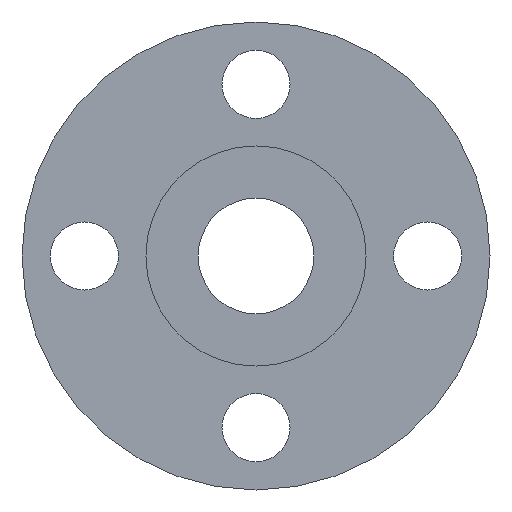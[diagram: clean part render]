
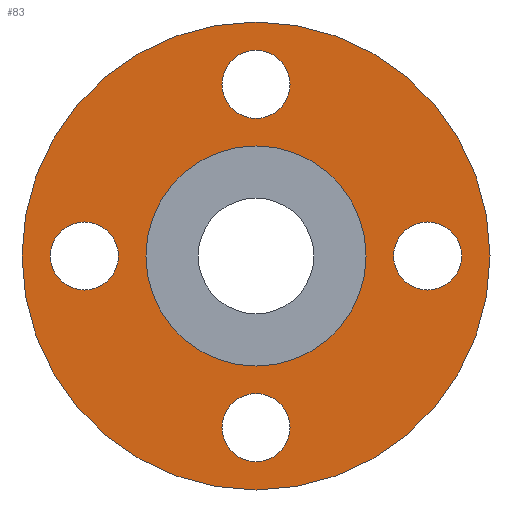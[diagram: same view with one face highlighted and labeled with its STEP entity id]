
A CAD part, front view. The second image highlights one B-rep face of the part: STEP entity #83.
In plain terms, the highlighted planar face has unit normal (0, -1, 0).
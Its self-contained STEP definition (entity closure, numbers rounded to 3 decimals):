
#18 = AXIS2_PLACEMENT_3D ( 'NONE', #821, #563, #278 ) ;
#28 = VERTEX_POINT ( 'NONE', #172 ) ;
#35 = CARTESIAN_POINT ( 'NONE',  ( 0., 1.6, -39.6 ) ) ;
#36 = EDGE_LOOP ( 'NONE', ( #215, #71 ) ) ;
#43 = DIRECTION ( 'NONE',  ( 0., 0., 1. ) ) ;
#60 = EDGE_CURVE ( 'NONE', #750, #873, #208, .T. ) ;
#61 = DIRECTION ( 'NONE',  ( 0., 0., -1. ) ) ;
#66 = CARTESIAN_POINT ( 'NONE',  ( 0., 1.6, 25.4 ) ) ;
#69 = EDGE_CURVE ( 'NONE', #643, #184, #461, .T. ) ;
#71 = ORIENTED_EDGE ( 'NONE', *, *, #653, .F. ) ;
#83 = ADVANCED_FACE ( 'NONE', ( #697, #496, #901, #344, #213, #564 ), #500, .T. ) ;
#85 = ORIENTED_EDGE ( 'NONE', *, *, #176, .F. ) ;
#99 = CARTESIAN_POINT ( 'NONE',  ( -39.6, 1.6, 0. ) ) ;
#106 = DIRECTION ( 'NONE',  ( 0., 0., 1. ) ) ;
#117 = DIRECTION ( 'NONE',  ( 0., 1., 0. ) ) ;
#122 = AXIS2_PLACEMENT_3D ( 'NONE', #681, #687, #106 ) ;
#124 = DIRECTION ( 'NONE',  ( 0., 1., 0. ) ) ;
#125 = AXIS2_PLACEMENT_3D ( 'NONE', #545, #124, #472 ) ;
#126 = CARTESIAN_POINT ( 'NONE',  ( 31.75, 1.6, 0. ) ) ;
#136 = DIRECTION ( 'NONE',  ( 0., -1., 0. ) ) ;
#139 = AXIS2_PLACEMENT_3D ( 'NONE', #550, #117, #399 ) ;
#140 = DIRECTION ( 'NONE',  ( 0., 0., -1. ) ) ;
#166 = ORIENTED_EDGE ( 'NONE', *, *, #813, .F. ) ;
#170 = CARTESIAN_POINT ( 'NONE',  ( 0., 1.6, -25.4 ) ) ;
#172 = CARTESIAN_POINT ( 'NONE',  ( 0., 1.6, -47.45 ) ) ;
#176 = EDGE_CURVE ( 'NONE', #490, #180, #555, .T. ) ;
#178 = DIRECTION ( 'NONE',  ( 0., -1., 0. ) ) ;
#179 = AXIS2_PLACEMENT_3D ( 'NONE', #875, #250, #533 ) ;
#180 = VERTEX_POINT ( 'NONE', #632 ) ;
#184 = VERTEX_POINT ( 'NONE', #282 ) ;
#196 = AXIS2_PLACEMENT_3D ( 'NONE', #99, #587, #644 ) ;
#200 = VERTEX_POINT ( 'NONE', #211 ) ;
#201 = ORIENTED_EDGE ( 'NONE', *, *, #620, .F. ) ;
#208 = CIRCLE ( 'NONE', #122, 25.4 ) ;
#210 = AXIS2_PLACEMENT_3D ( 'NONE', #491, #136, #695 ) ;
#211 = CARTESIAN_POINT ( 'NONE',  ( -47.45, 1.6, 0. ) ) ;
#213 = FACE_BOUND ( 'NONE', #316, .T. ) ;
#214 = ORIENTED_EDGE ( 'NONE', *, *, #60, .T. ) ;
#215 = ORIENTED_EDGE ( 'NONE', *, *, #775, .F. ) ;
#225 = EDGE_LOOP ( 'NONE', ( #673, #614 ) ) ;
#243 = ORIENTED_EDGE ( 'NONE', *, *, #69, .F. ) ;
#250 = DIRECTION ( 'NONE',  ( 0., -1., 0. ) ) ;
#255 = AXIS2_PLACEMENT_3D ( 'NONE', #532, #619, #669 ) ;
#264 = CARTESIAN_POINT ( 'NONE',  ( -31.75, 1.6, 0. ) ) ;
#278 = DIRECTION ( 'NONE',  ( 0., 0., 1. ) ) ;
#282 = CARTESIAN_POINT ( 'NONE',  ( 0., 1.6, 47.45 ) ) ;
#286 = AXIS2_PLACEMENT_3D ( 'NONE', #35, #675, #406 ) ;
#297 = CARTESIAN_POINT ( 'NONE',  ( 0., 1.6, 54. ) ) ;
#316 = EDGE_LOOP ( 'NONE', ( #214, #847 ) ) ;
#317 = CIRCLE ( 'NONE', #210, 7.85 ) ;
#319 = EDGE_CURVE ( 'NONE', #773, #200, #769, .T. ) ;
#325 = EDGE_LOOP ( 'NONE', ( #243, #341 ) ) ;
#341 = ORIENTED_EDGE ( 'NONE', *, *, #578, .F. ) ;
#343 = CARTESIAN_POINT ( 'NONE',  ( 0., 1.6, 39.6 ) ) ;
#344 = FACE_BOUND ( 'NONE', #225, .T. ) ;
#354 = EDGE_LOOP ( 'NONE', ( #546, #166 ) ) ;
#386 = CIRCLE ( 'NONE', #286, 7.85 ) ;
#399 = DIRECTION ( 'NONE',  ( 0., 0., 1. ) ) ;
#406 = DIRECTION ( 'NONE',  ( 0., 0., -1. ) ) ;
#418 = DIRECTION ( 'NONE',  ( 1., 0., 0. ) ) ;
#461 = CIRCLE ( 'NONE', #255, 7.85 ) ;
#469 = CARTESIAN_POINT ( 'NONE',  ( 0., 1.6, 31.75 ) ) ;
#472 = DIRECTION ( 'NONE',  ( 0., 0., 1. ) ) ;
#490 = VERTEX_POINT ( 'NONE', #126 ) ;
#491 = CARTESIAN_POINT ( 'NONE',  ( -39.6, 1.6, 0. ) ) ;
#496 = FACE_BOUND ( 'NONE', #325, .T. ) ;
#500 = PLANE ( 'NONE',  #696 ) ;
#503 = VERTEX_POINT ( 'NONE', #728 ) ;
#509 = CIRCLE ( 'NONE', #843, 7.85 ) ;
#531 = VERTEX_POINT ( 'NONE', #297 ) ;
#532 = CARTESIAN_POINT ( 'NONE',  ( 0., 1.6, 39.6 ) ) ;
#533 = DIRECTION ( 'NONE',  ( 1., 0., 0. ) ) ;
#545 = CARTESIAN_POINT ( 'NONE',  ( 0., 1.6, 0. ) ) ;
#546 = ORIENTED_EDGE ( 'NONE', *, *, #319, .F. ) ;
#550 = CARTESIAN_POINT ( 'NONE',  ( 0., 1.6, 0. ) ) ;
#555 = CIRCLE ( 'NONE', #662, 7.85 ) ;
#560 = EDGE_CURVE ( 'NONE', #770, #28, #386, .T. ) ;
#563 = DIRECTION ( 'NONE',  ( 0., 1., 0. ) ) ;
#564 = FACE_OUTER_BOUND ( 'NONE', #36, .T. ) ;
#571 = CIRCLE ( 'NONE', #125, 25.4 ) ;
#578 = EDGE_CURVE ( 'NONE', #184, #643, #509, .T. ) ;
#587 = DIRECTION ( 'NONE',  ( 0., -1., 0. ) ) ;
#614 = ORIENTED_EDGE ( 'NONE', *, *, #733, .F. ) ;
#615 = AXIS2_PLACEMENT_3D ( 'NONE', #897, #623, #61 ) ;
#619 = DIRECTION ( 'NONE',  ( 0., -1., 0. ) ) ;
#620 = EDGE_CURVE ( 'NONE', #180, #490, #652, .T. ) ;
#622 = CARTESIAN_POINT ( 'NONE',  ( 0., 1.6, -31.75 ) ) ;
#623 = DIRECTION ( 'NONE',  ( 0., -1., 0. ) ) ;
#632 = CARTESIAN_POINT ( 'NONE',  ( 47.45, 1.6, 0. ) ) ;
#643 = VERTEX_POINT ( 'NONE', #469 ) ;
#644 = DIRECTION ( 'NONE',  ( -1., 0., 0. ) ) ;
#652 = CIRCLE ( 'NONE', #179, 7.85 ) ;
#653 = EDGE_CURVE ( 'NONE', #503, #531, #792, .T. ) ;
#662 = AXIS2_PLACEMENT_3D ( 'NONE', #706, #909, #418 ) ;
#665 = CIRCLE ( 'NONE', #615, 7.85 ) ;
#669 = DIRECTION ( 'NONE',  ( 0., 0., 1. ) ) ;
#673 = ORIENTED_EDGE ( 'NONE', *, *, #560, .F. ) ;
#675 = DIRECTION ( 'NONE',  ( 0., -1., 0. ) ) ;
#681 = CARTESIAN_POINT ( 'NONE',  ( 0., 1.6, 0. ) ) ;
#686 = EDGE_CURVE ( 'NONE', #873, #750, #571, .T. ) ;
#687 = DIRECTION ( 'NONE',  ( 0., 1., 0. ) ) ;
#695 = DIRECTION ( 'NONE',  ( -1., 0., 0. ) ) ;
#696 = AXIS2_PLACEMENT_3D ( 'NONE', #66, #701, #140 ) ;
#697 = FACE_BOUND ( 'NONE', #354, .T. ) ;
#701 = DIRECTION ( 'NONE',  ( 0., -1., 0. ) ) ;
#706 = CARTESIAN_POINT ( 'NONE',  ( 39.6, 1.6, 0. ) ) ;
#728 = CARTESIAN_POINT ( 'NONE',  ( 0., 1.6, -54. ) ) ;
#733 = EDGE_CURVE ( 'NONE', #28, #770, #665, .T. ) ;
#750 = VERTEX_POINT ( 'NONE', #762 ) ;
#758 = EDGE_LOOP ( 'NONE', ( #85, #201 ) ) ;
#762 = CARTESIAN_POINT ( 'NONE',  ( 0., 1.6, 25.4 ) ) ;
#769 = CIRCLE ( 'NONE', #196, 7.85 ) ;
#770 = VERTEX_POINT ( 'NONE', #622 ) ;
#773 = VERTEX_POINT ( 'NONE', #264 ) ;
#775 = EDGE_CURVE ( 'NONE', #531, #503, #782, .T. ) ;
#782 = CIRCLE ( 'NONE', #18, 54. ) ;
#792 = CIRCLE ( 'NONE', #139, 54. ) ;
#813 = EDGE_CURVE ( 'NONE', #200, #773, #317, .T. ) ;
#821 = CARTESIAN_POINT ( 'NONE',  ( 0., 1.6, 0. ) ) ;
#843 = AXIS2_PLACEMENT_3D ( 'NONE', #343, #178, #43 ) ;
#847 = ORIENTED_EDGE ( 'NONE', *, *, #686, .T. ) ;
#873 = VERTEX_POINT ( 'NONE', #170 ) ;
#875 = CARTESIAN_POINT ( 'NONE',  ( 39.6, 1.6, 0. ) ) ;
#897 = CARTESIAN_POINT ( 'NONE',  ( 0., 1.6, -39.6 ) ) ;
#901 = FACE_BOUND ( 'NONE', #758, .T. ) ;
#909 = DIRECTION ( 'NONE',  ( 0., -1., 0. ) ) ;
